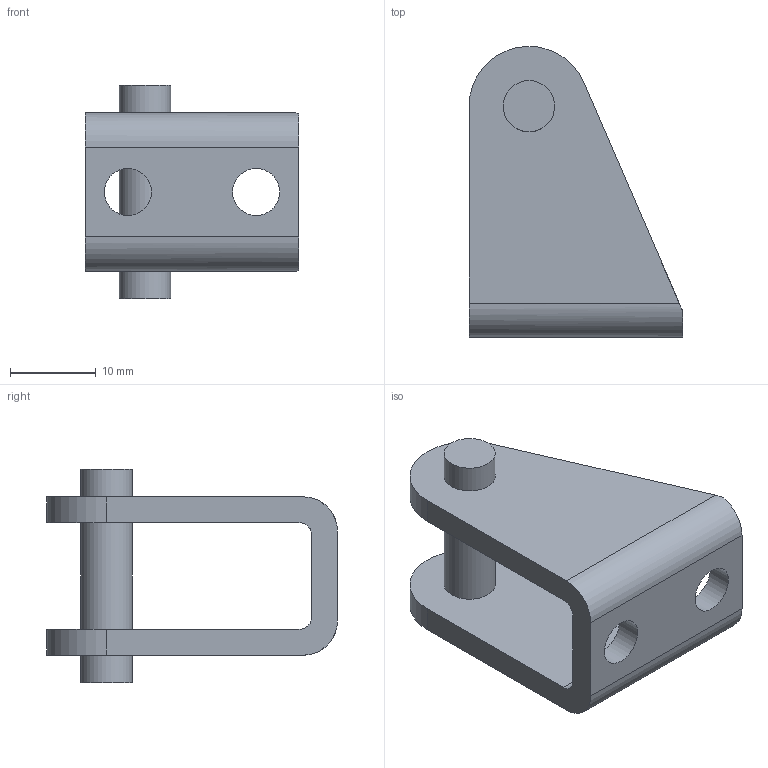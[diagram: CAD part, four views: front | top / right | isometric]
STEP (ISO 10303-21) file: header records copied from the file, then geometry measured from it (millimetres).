
FILE_DESCRIPTION(/* description */ ('Alibre Inc.'),/* implementation_level */ '2;1');
FILE_NAME(/* name */ 'export-B1696504-4DB8-4ACA-9674-A49572DEED97',/* time_stamp */ '2021-04-16T15:12:24+02:00',/* author */ (''),/* organization */ (''),/* preprocessor_version */ 'ST-DEVELOPER v17',/* originating_system */ 'Alibre',/* authorisation */ '');
FILE_SCHEMA (('AUTOMOTIVE_DESIGN'));
Length unit declared in the file: millimetre
Products named in the file (1): _W0950120005-12
Bounding box: 25 x 34 x 25 mm (x, y, z)
Volume: 4952.9 mm3; surface area: 3862.5 mm2
Topology: 1 solids, 1 shells, 23 faces, 64 edges, 45 vertices
Faces by surface type: plane 12, cylinder 11
Full cylindrical faces by diameter (mm): 5.5 x2, 6 x3
Entity records: 777 total; most frequent: ORIENTED_EDGE 128, CARTESIAN_POINT 125, DIRECTION 117, EDGE_CURVE 64, AXIS2_PLACEMENT_3D 49, VERTEX_POINT 45, VECTOR 31, LINE 31
